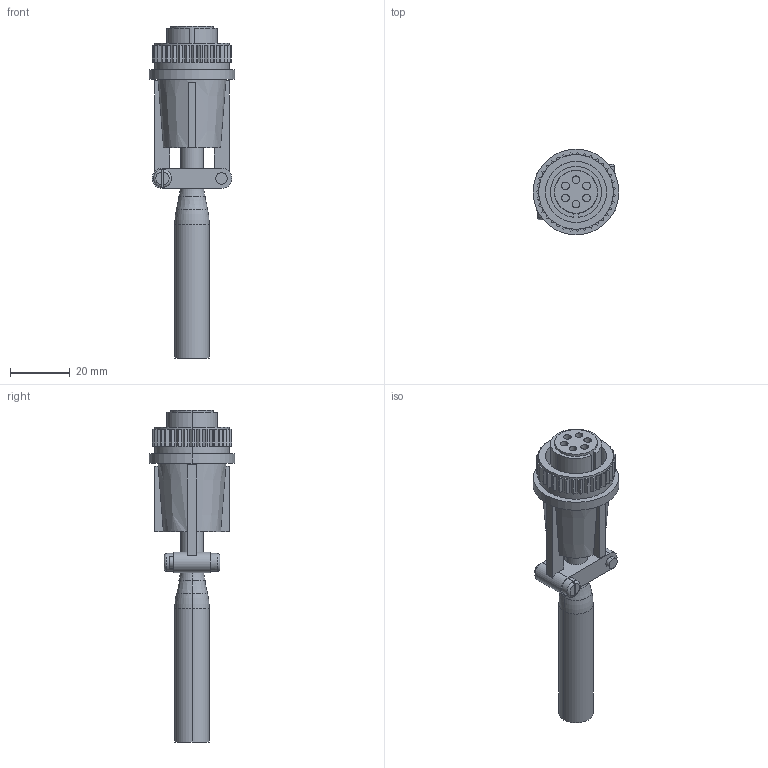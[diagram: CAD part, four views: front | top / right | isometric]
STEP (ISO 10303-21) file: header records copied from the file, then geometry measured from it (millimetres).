
FILE_DESCRIPTION (( 'STEP AP203' ), '1' );
FILE_NAME ('14XX CABLE CONN.STEP', '2019-05-06T14:21:22', ( '' ), ( '' ), 'SwSTEP 2.0', 'SolidWorks 2017', '' );
FILE_SCHEMA (( 'CONFIG_CONTROL_DESIGN' ));
Length unit declared in the file: inch
Products named in the file (1): 14XX CABLE CONN
Bounding box: 28.57 x 28.57 x 110.69 mm (x, y, z)
Volume: 19250.1 mm3; surface area: 12738.5 mm2
Topology: 1 solids, 1 shells, 259 faces, 602 edges, 394 vertices
Faces by surface type: plane 193, cylinder 46, torus 12, cone 6, bspline 2
Entity records: 7565 total; most frequent: CARTESIAN_POINT 1388, DIRECTION 1316, ORIENTED_EDGE 1204, EDGE_CURVE 602, AXIS2_PLACEMENT_3D 478, VERTEX_POINT 394, LINE 360, VECTOR 360
